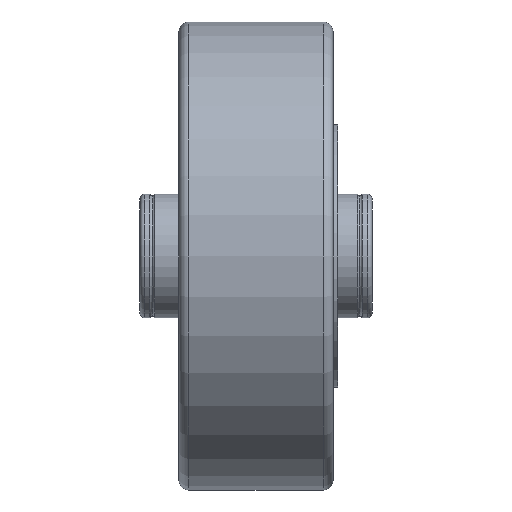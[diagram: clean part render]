
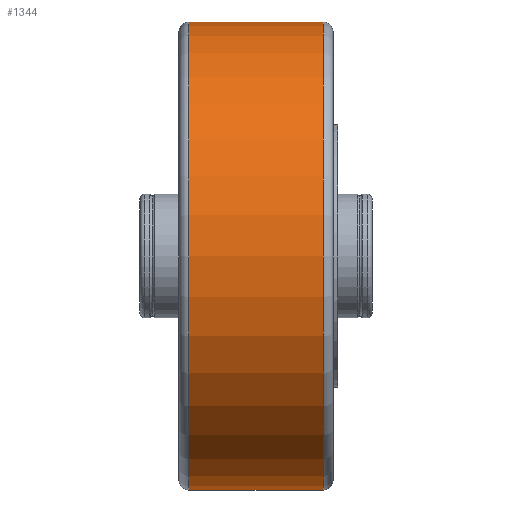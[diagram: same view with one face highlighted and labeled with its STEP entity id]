
A CAD part, front view. The second image highlights one B-rep face of the part: STEP entity #1344.
In plain terms, the highlighted cylindrical face has radius 24 mm (diameter 48 mm), a partial arc.
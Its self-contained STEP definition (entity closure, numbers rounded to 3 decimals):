
#23 = CARTESIAN_POINT ( 'NONE',  ( -11.901, 0., 0. ) ) ;
#37 = DIRECTION ( 'NONE',  ( 1., 0., 0. ) ) ;
#68 = DIRECTION ( 'NONE',  ( 1., 0., 0. ) ) ;
#234 = DIRECTION ( 'NONE',  ( 1., 0., 0. ) ) ;
#241 = CARTESIAN_POINT ( 'NONE',  ( -6.9, 0., -24. ) ) ;
#289 = VECTOR ( 'NONE', #1331, 1000. ) ;
#301 = CARTESIAN_POINT ( 'NONE',  ( -6.9, 0., 24. ) ) ;
#372 = DIRECTION ( 'NONE',  ( 0., 0., -1. ) ) ;
#397 = AXIS2_PLACEMENT_3D ( 'NONE', #941, #234, #372 ) ;
#492 = LINE ( 'NONE', #1053, #1709 ) ;
#567 = VERTEX_POINT ( 'NONE', #1262 ) ;
#580 = EDGE_CURVE ( 'NONE', #989, #567, #1556, .T. ) ;
#693 = ORIENTED_EDGE ( 'NONE', *, *, #580, .F. ) ;
#769 = EDGE_LOOP ( 'NONE', ( #1598, #1617, #834, #693 ) ) ;
#796 = CARTESIAN_POINT ( 'NONE',  ( 6.9, 0., 24. ) ) ;
#820 = CIRCLE ( 'NONE', #397, 24. ) ;
#834 = ORIENTED_EDGE ( 'NONE', *, *, #1848, .T. ) ;
#924 = EDGE_CURVE ( 'NONE', #1316, #1607, #820, .T. ) ;
#941 = CARTESIAN_POINT ( 'NONE',  ( -6.9, 0., 0. ) ) ;
#989 = VERTEX_POINT ( 'NONE', #796 ) ;
#1032 = DIRECTION ( 'NONE',  ( 1., 0., 0. ) ) ;
#1053 = CARTESIAN_POINT ( 'NONE',  ( -11.901, 0., 24. ) ) ;
#1171 = CARTESIAN_POINT ( 'NONE',  ( -11.901, 0., -24. ) ) ;
#1262 = CARTESIAN_POINT ( 'NONE',  ( 6.9, 0., -24. ) ) ;
#1316 = VERTEX_POINT ( 'NONE', #301 ) ;
#1317 = EDGE_CURVE ( 'NONE', #1316, #989, #492, .T. ) ;
#1331 = DIRECTION ( 'NONE',  ( 1., 0., 0. ) ) ;
#1334 = AXIS2_PLACEMENT_3D ( 'NONE', #1346, #68, #1497 ) ;
#1344 = ADVANCED_FACE ( 'NONE', ( #1573 ), #1415, .T. ) ;
#1346 = CARTESIAN_POINT ( 'NONE',  ( 6.9, 0., 0. ) ) ;
#1415 = CYLINDRICAL_SURFACE ( 'NONE', #1590, 24. ) ;
#1497 = DIRECTION ( 'NONE',  ( 0., 0., -1. ) ) ;
#1504 = LINE ( 'NONE', #1171, #289 ) ;
#1556 = CIRCLE ( 'NONE', #1334, 24. ) ;
#1573 = FACE_OUTER_BOUND ( 'NONE', #769, .T. ) ;
#1590 = AXIS2_PLACEMENT_3D ( 'NONE', #23, #1032, #1760 ) ;
#1598 = ORIENTED_EDGE ( 'NONE', *, *, #1317, .F. ) ;
#1607 = VERTEX_POINT ( 'NONE', #241 ) ;
#1617 = ORIENTED_EDGE ( 'NONE', *, *, #924, .T. ) ;
#1709 = VECTOR ( 'NONE', #37, 1000. ) ;
#1760 = DIRECTION ( 'NONE',  ( 0., 0., -1. ) ) ;
#1848 = EDGE_CURVE ( 'NONE', #1607, #567, #1504, .T. ) ;
